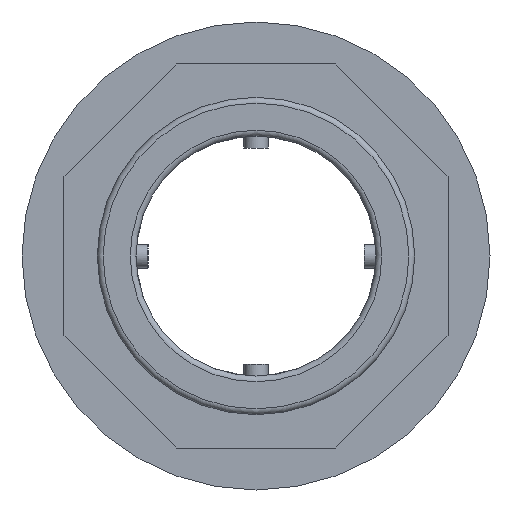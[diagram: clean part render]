
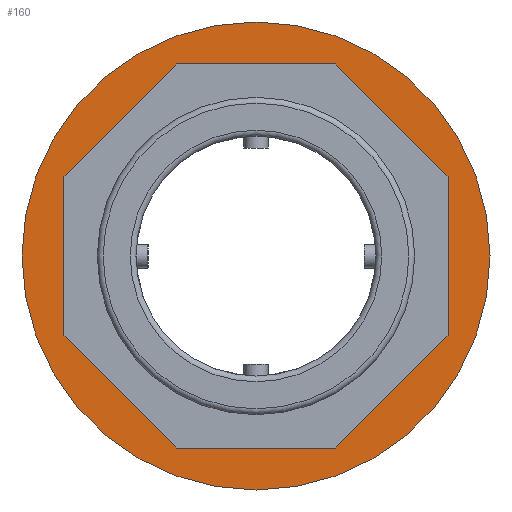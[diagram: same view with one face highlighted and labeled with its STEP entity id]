
A CAD part, left-side view. The second image highlights one B-rep face of the part: STEP entity #160.
In plain terms, the highlighted planar face has unit normal (-1, 0, 0).
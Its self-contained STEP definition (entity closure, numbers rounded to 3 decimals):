
#160 = ADVANCED_FACE( '', ( #352, #353 ), #354, .F. );
#352 = FACE_BOUND( '', #575, .T. );
#353 = FACE_OUTER_BOUND( '', #576, .T. );
#354 = PLANE( '', #577 );
#575 = EDGE_LOOP( '', ( #949, #950, #951, #952, #953, #954, #955, #956 ) );
#576 = EDGE_LOOP( '', ( #957 ) );
#577 = AXIS2_PLACEMENT_3D( '', #958, #959, #960 );
#949 = ORIENTED_EDGE( '', *, *, #1239, .T. );
#950 = ORIENTED_EDGE( '', *, *, #1288, .T. );
#951 = ORIENTED_EDGE( '', *, *, #1243, .T. );
#952 = ORIENTED_EDGE( '', *, *, #1273, .T. );
#953 = ORIENTED_EDGE( '', *, *, #1210, .T. );
#954 = ORIENTED_EDGE( '', *, *, #1283, .T. );
#955 = ORIENTED_EDGE( '', *, *, #1290, .T. );
#956 = ORIENTED_EDGE( '', *, *, #1266, .T. );
#957 = ORIENTED_EDGE( '', *, *, #1164, .F. );
#958 = CARTESIAN_POINT( '', ( 28.1, 0., 0. ) );
#959 = DIRECTION( '', ( 1., 0., 0. ) );
#960 = DIRECTION( '', ( 0., 0., -1. ) );
#1164 = EDGE_CURVE( '', #1353, #1353, #1354, .T. );
#1210 = EDGE_CURVE( '', #1434, #1432, #1435, .T. );
#1239 = EDGE_CURVE( '', #1478, #1476, #1479, .T. );
#1243 = EDGE_CURVE( '', #1484, #1482, #1485, .T. );
#1266 = EDGE_CURVE( '', #1519, #1478, #1520, .T. );
#1273 = EDGE_CURVE( '', #1482, #1434, #1529, .T. );
#1283 = EDGE_CURVE( '', #1432, #1541, #1543, .T. );
#1288 = EDGE_CURVE( '', #1476, #1484, #1549, .T. );
#1290 = EDGE_CURVE( '', #1541, #1519, #1551, .T. );
#1353 = VERTEX_POINT( '', #1625 );
#1354 = CIRCLE( '', #1626, 19.5 );
#1432 = VERTEX_POINT( '', #1753 );
#1434 = VERTEX_POINT( '', #1756 );
#1435 = LINE( '', #1757, #1758 );
#1476 = VERTEX_POINT( '', #1846 );
#1478 = VERTEX_POINT( '', #1849 );
#1479 = LINE( '', #1850, #1851 );
#1482 = VERTEX_POINT( '', #1855 );
#1484 = VERTEX_POINT( '', #1858 );
#1485 = LINE( '', #1859, #1860 );
#1519 = VERTEX_POINT( '', #1909 );
#1520 = LINE( '', #1910, #1911 );
#1529 = LINE( '', #1924, #1925 );
#1541 = VERTEX_POINT( '', #1938 );
#1543 = LINE( '', #1941, #1942 );
#1549 = LINE( '', #1949, #1950 );
#1551 = LINE( '', #1952, #1953 );
#1625 = CARTESIAN_POINT( '', ( 28.1, 0., -19.5 ) );
#1626 = AXIS2_PLACEMENT_3D( '', #2077, #2078, #2079 );
#1753 = CARTESIAN_POINT( '', ( 28.1, -6.627, -16. ) );
#1756 = CARTESIAN_POINT( '', ( 28.1, -16., -6.627 ) );
#1757 = CARTESIAN_POINT( '', ( 28.1, -16., -6.627 ) );
#1758 = VECTOR( '', #2131, 1000. );
#1846 = CARTESIAN_POINT( '', ( 28.1, 6.627, 16. ) );
#1849 = CARTESIAN_POINT( '', ( 28.1, 16., 6.627 ) );
#1850 = CARTESIAN_POINT( '', ( 28.1, 16., 6.627 ) );
#1851 = VECTOR( '', #2162, 1000. );
#1855 = CARTESIAN_POINT( '', ( 28.1, -16., 6.627 ) );
#1858 = CARTESIAN_POINT( '', ( 28.1, -6.627, 16. ) );
#1859 = CARTESIAN_POINT( '', ( 28.1, -6.627, 16. ) );
#1860 = VECTOR( '', #2165, 1000. );
#1909 = CARTESIAN_POINT( '', ( 28.1, 16., -6.627 ) );
#1910 = CARTESIAN_POINT( '', ( 28.1, 16., -6.627 ) );
#1911 = VECTOR( '', #2184, 1000. );
#1924 = CARTESIAN_POINT( '', ( 28.1, -16., 6.627 ) );
#1925 = VECTOR( '', #2189, 1000. );
#1938 = CARTESIAN_POINT( '', ( 28.1, 6.627, -16. ) );
#1941 = CARTESIAN_POINT( '', ( 28.1, -6.627, -16. ) );
#1942 = VECTOR( '', #2201, 1000. );
#1949 = CARTESIAN_POINT( '', ( 28.1, 6.627, 16. ) );
#1950 = VECTOR( '', #2206, 1000. );
#1952 = CARTESIAN_POINT( '', ( 28.1, 6.627, -16. ) );
#1953 = VECTOR( '', #2207, 1000. );
#2077 = CARTESIAN_POINT( '', ( 28.1, 0., 0. ) );
#2078 = DIRECTION( '', ( 1., 0., 0. ) );
#2079 = DIRECTION( '', ( 0., 0., -1. ) );
#2131 = DIRECTION( '', ( 0., 0.707, -0.707 ) );
#2162 = DIRECTION( '', ( 0., -0.707, 0.707 ) );
#2165 = DIRECTION( '', ( 0., -0.707, -0.707 ) );
#2184 = DIRECTION( '', ( 0., 0., 1. ) );
#2189 = DIRECTION( '', ( 0., 0., -1. ) );
#2201 = DIRECTION( '', ( 0., 1., 0. ) );
#2206 = DIRECTION( '', ( 0., -1., 0. ) );
#2207 = DIRECTION( '', ( 0., 0.707, 0.707 ) );
